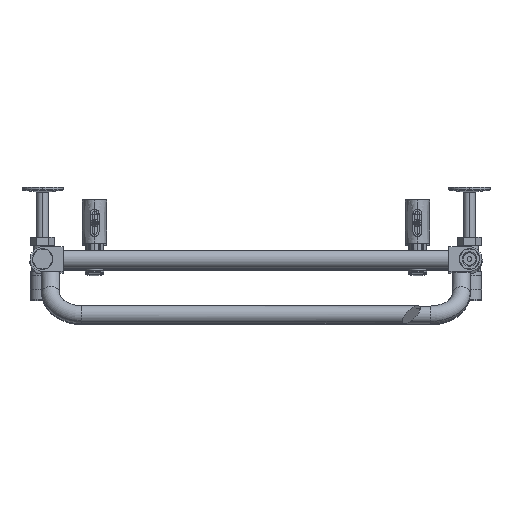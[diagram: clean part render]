
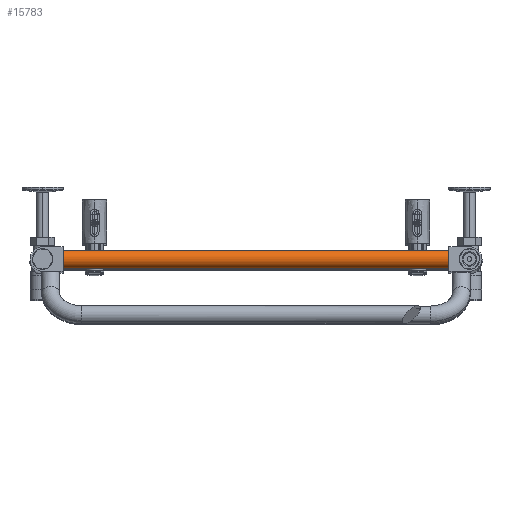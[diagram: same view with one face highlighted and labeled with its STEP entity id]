
A CAD part, top view. The second image highlights one B-rep face of the part: STEP entity #15783.
In plain terms, the highlighted cylindrical face has radius 11 mm (diameter 22 mm), a partial arc.
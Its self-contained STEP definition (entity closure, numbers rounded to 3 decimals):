
#8996 = LINE ( 'NONE', #9002, #9001 ) ;
#9000 = DIRECTION ( 'NONE',  ( 0., 0., -1. ) ) ;
#9001 = VECTOR ( 'NONE', #9000, 1000. ) ;
#9002 = CARTESIAN_POINT ( 'NONE',  ( 11., 0., 470. ) ) ;
#9022 = CARTESIAN_POINT ( 'NONE',  ( 0., 0., 470. ) ) ;
#9027 = CIRCLE ( 'NONE', #9055, 11. ) ;
#9044 = CARTESIAN_POINT ( 'NONE',  ( -11., 0., 0. ) ) ;
#9055 = AXIS2_PLACEMENT_3D ( 'NONE', #9112, #9097, #9096 ) ;
#9092 = CARTESIAN_POINT ( 'NONE',  ( 11., 0., 470. ) ) ;
#9093 = CARTESIAN_POINT ( 'NONE',  ( -11., 0., 470. ) ) ;
#9094 = DIRECTION ( 'NONE',  ( 0., 0., -1. ) ) ;
#9096 = DIRECTION ( 'NONE',  ( 1., 0., 0. ) ) ;
#9097 = DIRECTION ( 'NONE',  ( 0., 0., 1. ) ) ;
#9099 = CYLINDRICAL_SURFACE ( 'NONE', #9105, 11. ) ;
#9100 = FACE_OUTER_BOUND ( 'NONE', #15741, .T. ) ;
#9101 = DIRECTION ( 'NONE',  ( 0., 0., -1. ) ) ;
#9102 = VECTOR ( 'NONE', #9101, 1000. ) ;
#9103 = CARTESIAN_POINT ( 'NONE',  ( -11., 0., 470. ) ) ;
#9104 = LINE ( 'NONE', #9103, #9102 ) ;
#9105 = AXIS2_PLACEMENT_3D ( 'NONE', #9022, #9094, #9108 ) ;
#9108 = DIRECTION ( 'NONE',  ( -1., 0., 0. ) ) ;
#9112 = CARTESIAN_POINT ( 'NONE',  ( 0., 0., 470. ) ) ;
#9138 = CARTESIAN_POINT ( 'NONE',  ( 11., 0., 0. ) ) ;
#9141 = DIRECTION ( 'NONE',  ( 0., 0., 1. ) ) ;
#9161 = CARTESIAN_POINT ( 'NONE',  ( 0., 0., 0. ) ) ;
#9199 = DIRECTION ( 'NONE',  ( 1., 0., 0. ) ) ;
#9202 = AXIS2_PLACEMENT_3D ( 'NONE', #9161, #9141, #9199 ) ;
#9205 = CIRCLE ( 'NONE', #9202, 11. ) ;
#15735 = ORIENTED_EDGE ( 'NONE', *, *, #15782, .F. ) ;
#15738 = EDGE_CURVE ( 'NONE', #15794, #15800, #8996, .T. ) ;
#15741 = EDGE_LOOP ( 'NONE', ( #15784, #15735, #15785, #15838 ) ) ;
#15742 = VERTEX_POINT ( 'NONE', #9044 ) ;
#15781 = EDGE_CURVE ( 'NONE', #15795, #15742, #9104, .T. ) ;
#15782 = EDGE_CURVE ( 'NONE', #15795, #15794, #9027, .T. ) ;
#15783 = ADVANCED_FACE ( 'NONE', ( #9100 ), #9099, .T. ) ;
#15784 = ORIENTED_EDGE ( 'NONE', *, *, #15738, .F. ) ;
#15785 = ORIENTED_EDGE ( 'NONE', *, *, #15781, .T. ) ;
#15794 = VERTEX_POINT ( 'NONE', #9092 ) ;
#15795 = VERTEX_POINT ( 'NONE', #9093 ) ;
#15800 = VERTEX_POINT ( 'NONE', #9138 ) ;
#15838 = ORIENTED_EDGE ( 'NONE', *, *, #15841, .T. ) ;
#15841 = EDGE_CURVE ( 'NONE', #15742, #15800, #9205, .T. ) ;
